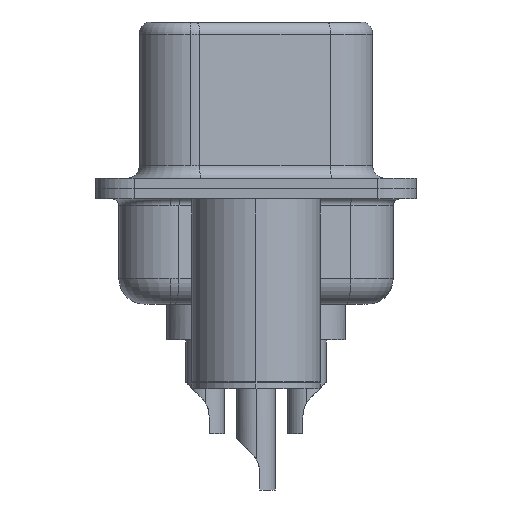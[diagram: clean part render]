
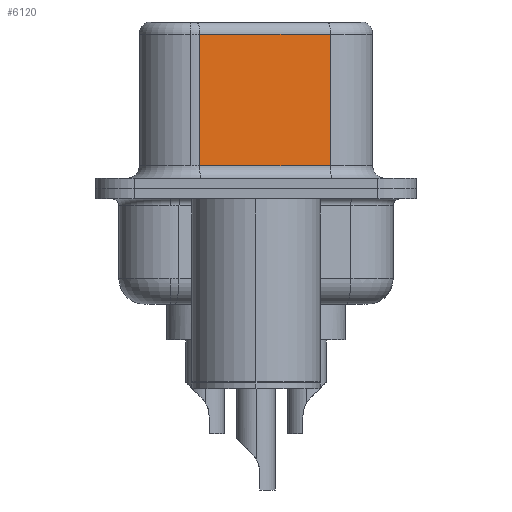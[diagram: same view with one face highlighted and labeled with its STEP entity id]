
A CAD part, left-side view. The second image highlights one B-rep face of the part: STEP entity #6120.
In plain terms, the highlighted planar face has unit normal (-0.985, -0.174, 0).
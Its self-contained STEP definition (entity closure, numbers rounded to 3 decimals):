
#958 = VECTOR ( 'NONE', #27074, 1000. ) ;
#1298 = VECTOR ( 'NONE', #13565, 1000. ) ;
#2681 = CARTESIAN_POINT ( 'NONE',  ( 4.58, -2.897, 6.02 ) ) ;
#3186 = VERTEX_POINT ( 'NONE', #2681 ) ;
#6017 = EDGE_LOOP ( 'NONE', ( #22470, #18861, #26149, #14012 ) ) ;
#6120 = ADVANCED_FACE ( 'NONE', ( #23806 ), #19885, .F. ) ;
#7013 = LINE ( 'NONE', #11494, #1298 ) ;
#7088 = LINE ( 'NONE', #17555, #23228 ) ;
#7242 = CARTESIAN_POINT ( 'NONE',  ( 4.58, -2.897, 6.52 ) ) ;
#9403 = DIRECTION ( 'NONE',  ( -0.174, 0.985, 0. ) ) ;
#9685 = AXIS2_PLACEMENT_3D ( 'NONE', #7242, #21978, #9403 ) ;
#10278 = EDGE_CURVE ( 'NONE', #26845, #13103, #12323, .T. ) ;
#11225 = CARTESIAN_POINT ( 'NONE',  ( 3.68, 2.203, 0.9 ) ) ;
#11494 = CARTESIAN_POINT ( 'NONE',  ( 4.58, -2.897, 6.52 ) ) ;
#12071 = VECTOR ( 'NONE', #17586, 1000. ) ;
#12323 = LINE ( 'NONE', #14477, #958 ) ;
#13103 = VERTEX_POINT ( 'NONE', #23770 ) ;
#13565 = DIRECTION ( 'NONE',  ( 0., 0., -1. ) ) ;
#14012 = ORIENTED_EDGE ( 'NONE', *, *, #10278, .T. ) ;
#14477 = CARTESIAN_POINT ( 'NONE',  ( 4.58, -2.897, 0.9 ) ) ;
#17465 = EDGE_CURVE ( 'NONE', #3186, #27443, #23234, .T. ) ;
#17555 = CARTESIAN_POINT ( 'NONE',  ( 3.68, 2.203, 6.52 ) ) ;
#17586 = DIRECTION ( 'NONE',  ( -0.174, 0.985, 0. ) ) ;
#18861 = ORIENTED_EDGE ( 'NONE', *, *, #17465, .T. ) ;
#19086 = EDGE_CURVE ( 'NONE', #3186, #13103, #7013, .T. ) ;
#19403 = CARTESIAN_POINT ( 'NONE',  ( 3.68, 2.203, 6.02 ) ) ;
#19691 = CARTESIAN_POINT ( 'NONE',  ( 4.58, -2.897, 6.02 ) ) ;
#19885 = PLANE ( 'NONE',  #9685 ) ;
#21762 = DIRECTION ( 'NONE',  ( 0., 0., -1. ) ) ;
#21978 = DIRECTION ( 'NONE',  ( 0.985, 0.174, 0. ) ) ;
#22470 = ORIENTED_EDGE ( 'NONE', *, *, #19086, .F. ) ;
#23228 = VECTOR ( 'NONE', #21762, 1000. ) ;
#23234 = LINE ( 'NONE', #19691, #12071 ) ;
#23770 = CARTESIAN_POINT ( 'NONE',  ( 4.58, -2.897, 0.9 ) ) ;
#23806 = FACE_OUTER_BOUND ( 'NONE', #6017, .T. ) ;
#25674 = EDGE_CURVE ( 'NONE', #27443, #26845, #7088, .T. ) ;
#26149 = ORIENTED_EDGE ( 'NONE', *, *, #25674, .T. ) ;
#26845 = VERTEX_POINT ( 'NONE', #11225 ) ;
#27074 = DIRECTION ( 'NONE',  ( 0.174, -0.985, 0. ) ) ;
#27443 = VERTEX_POINT ( 'NONE', #19403 ) ;
